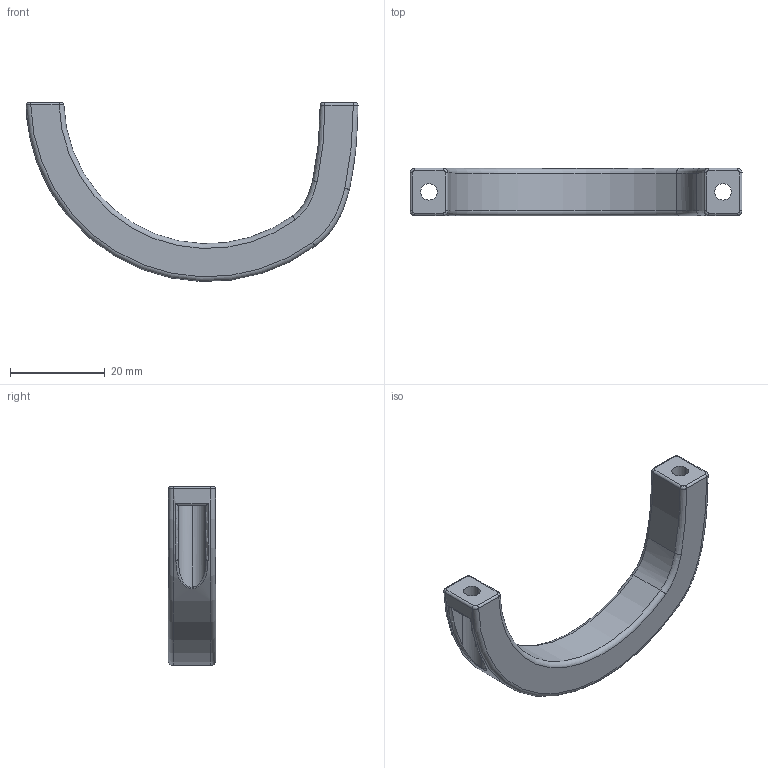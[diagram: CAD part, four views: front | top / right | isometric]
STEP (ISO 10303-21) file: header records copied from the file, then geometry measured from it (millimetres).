
FILE_DESCRIPTION (( 'STEP AP214' ), '1' );
FILE_NAME ('眈儂盓殤惕踡遠.STEP', '2024-11-05T06:58:33', ( '' ), ( '' ), 'SwSTEP 2.0', 'SolidWorks 2023', '' );
FILE_SCHEMA (( 'AUTOMOTIVE_DESIGN' ));
Length unit declared in the file: millimetre
Products named in the file (1): 相机支架抱紧环
Bounding box: 70.25 x 10 x 37.87 mm (x, y, z)
Volume: 7208.4 mm3; surface area: 4100 mm2
Topology: 1 solids, 1 shells, 62 faces, 147 edges, 88 vertices
Faces by surface type: bspline 26, cylinder 20, plane 10, torus 6
Entity records: 3014 total; most frequent: CARTESIAN_POINT 1733, ORIENTED_EDGE 294, DIRECTION 215, EDGE_CURVE 147, AXIS2_PLACEMENT_3D 88, VERTEX_POINT 88, EDGE_LOOP 67, FACE_OUTER_BOUND 62
